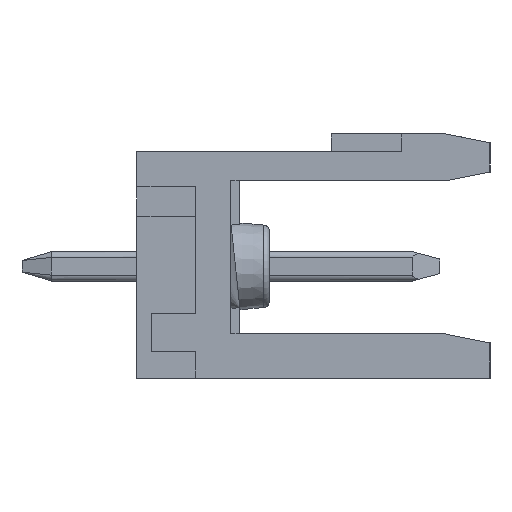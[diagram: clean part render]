
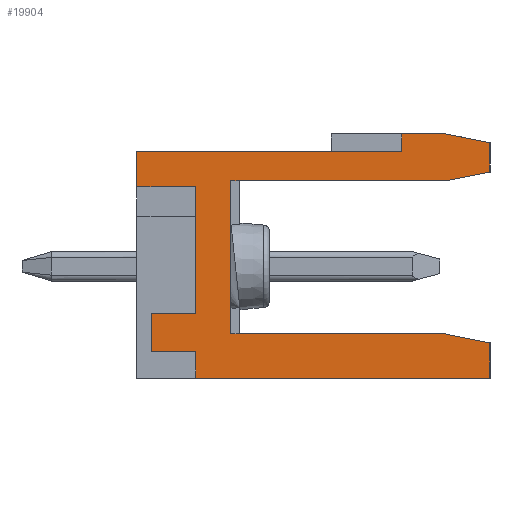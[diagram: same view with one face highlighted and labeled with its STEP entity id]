
A CAD part, left-side view. The second image highlights one B-rep face of the part: STEP entity #19904.
In plain terms, the highlighted planar face has unit normal (-1, 0, 0).
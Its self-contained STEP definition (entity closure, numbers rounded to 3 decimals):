
#6047=CARTESIAN_POINT('',(-47.95,-2.,-2.9));
#6048=VERTEX_POINT('',#6047);
#6055=CARTESIAN_POINT('',(-47.95,-0.5,-2.9));
#6056=VERTEX_POINT('',#6055);
#6057=CARTESIAN_POINT('',(-47.95,-2.,-2.9));
#6058=DIRECTION('',(0.,1.,0.));
#6059=VECTOR('',#6058,1.5);
#6060=LINE('',#6057,#6059);
#6061=EDGE_CURVE('',#6048,#6056,#6060,.T.);
#6080=CARTESIAN_POINT('',(-47.95,-0.5,-1.6));
#6081=VERTEX_POINT('',#6080);
#6082=CARTESIAN_POINT('',(-47.95,-0.5,-2.9));
#6083=DIRECTION('',(0.,0.,1.));
#6084=VECTOR('',#6083,1.3);
#6085=LINE('',#6082,#6084);
#6086=EDGE_CURVE('',#6056,#6081,#6085,.T.);
#6104=CARTESIAN_POINT('',(-47.95,-2.,-1.6));
#6105=VERTEX_POINT('',#6104);
#6106=CARTESIAN_POINT('',(-47.95,-0.5,-1.6));
#6107=DIRECTION('',(0.,-1.,0.));
#6108=VECTOR('',#6107,1.5);
#6109=LINE('',#6106,#6108);
#6110=EDGE_CURVE('',#6081,#6105,#6109,.T.);
#6127=CARTESIAN_POINT('',(-47.95,-2.,2.7));
#6128=VERTEX_POINT('',#6127);
#6129=CARTESIAN_POINT('',(-47.95,-2.,-1.6));
#6130=DIRECTION('',(0.,0.,1.));
#6131=VECTOR('',#6130,4.3);
#6132=LINE('',#6129,#6131);
#6133=EDGE_CURVE('',#6105,#6128,#6132,.T.);
#7768=CARTESIAN_POINT('',(-47.95,-10.5,-2.3));
#7769=VERTEX_POINT('',#7768);
#7776=CARTESIAN_POINT('',(-47.95,-12.,-2.6));
#7777=VERTEX_POINT('',#7776);
#7778=CARTESIAN_POINT('',(-47.95,-10.5,-2.3));
#7779=DIRECTION('',(0.,-0.981,-0.196));
#7780=VECTOR('',#7779,1.53);
#7781=LINE('',#7778,#7780);
#7782=EDGE_CURVE('',#7769,#7777,#7781,.T.);
#7808=CARTESIAN_POINT('',(-47.95,-12.,3.2));
#7809=VERTEX_POINT('',#7808);
#7816=CARTESIAN_POINT('',(-47.95,-10.5,2.9));
#7817=VERTEX_POINT('',#7816);
#7818=CARTESIAN_POINT('',(-47.95,-12.,3.2));
#7819=DIRECTION('',(0.,0.981,-0.196));
#7820=VECTOR('',#7819,1.53);
#7821=LINE('',#7818,#7820);
#7822=EDGE_CURVE('',#7809,#7817,#7821,.T.);
#11696=CARTESIAN_POINT('',(-47.95,-3.2,-2.3));
#11697=VERTEX_POINT('',#11696);
#11698=CARTESIAN_POINT('',(-47.95,-3.2,-2.3));
#11699=DIRECTION('',(0.,-1.,0.));
#11700=VECTOR('',#11699,7.3);
#11701=LINE('',#11698,#11700);
#11702=EDGE_CURVE('',#11697,#7769,#11701,.T.);
#11799=CARTESIAN_POINT('',(-47.95,-3.2,2.9));
#11800=VERTEX_POINT('',#11799);
#11801=CARTESIAN_POINT('',(-47.95,-10.5,2.9));
#11802=DIRECTION('',(0.,1.,0.));
#11803=VECTOR('',#11802,7.3);
#11804=LINE('',#11801,#11803);
#11805=EDGE_CURVE('',#7817,#11800,#11804,.T.);
#12153=CARTESIAN_POINT('',(-47.95,-3.2,2.9));
#12154=DIRECTION('',(0.,0.,-1.));
#12155=VECTOR('',#12154,5.2);
#12156=LINE('',#12153,#12155);
#12157=EDGE_CURVE('',#11800,#11697,#12156,.T.);
#19423=CARTESIAN_POINT('',(-47.95,-12.,-3.8));
#19424=VERTEX_POINT('',#19423);
#19431=CARTESIAN_POINT('',(-47.95,-2.,-3.8));
#19432=VERTEX_POINT('',#19431);
#19433=CARTESIAN_POINT('',(-47.95,-12.,-3.8));
#19434=DIRECTION('',(0.,1.,0.));
#19435=VECTOR('',#19434,10.);
#19436=LINE('',#19433,#19435);
#19437=EDGE_CURVE('',#19424,#19432,#19436,.T.);
#19544=CARTESIAN_POINT('',(-47.95,0.,2.7));
#19545=VERTEX_POINT('',#19544);
#19552=CARTESIAN_POINT('',(-47.95,0.,3.9));
#19553=VERTEX_POINT('',#19552);
#19554=CARTESIAN_POINT('',(-47.95,0.,2.7));
#19555=DIRECTION('',(0.,0.,1.));
#19556=VECTOR('',#19555,1.2);
#19557=LINE('',#19554,#19556);
#19558=EDGE_CURVE('',#19545,#19553,#19557,.T.);
#19626=CARTESIAN_POINT('',(-47.95,-2.,-3.8));
#19627=DIRECTION('',(0.,0.,1.));
#19628=VECTOR('',#19627,0.9);
#19629=LINE('',#19626,#19628);
#19630=EDGE_CURVE('',#19432,#6048,#19629,.T.);
#19643=CARTESIAN_POINT('',(-47.95,-2.,2.7));
#19644=DIRECTION('',(0.,1.,0.));
#19645=VECTOR('',#19644,2.);
#19646=LINE('',#19643,#19645);
#19647=EDGE_CURVE('',#6128,#19545,#19646,.T.);
#19696=CARTESIAN_POINT('',(-47.95,-9.,3.9));
#19697=VERTEX_POINT('',#19696);
#19698=CARTESIAN_POINT('',(-47.95,0.,3.9));
#19699=DIRECTION('',(0.,-1.,0.));
#19700=VECTOR('',#19699,9.);
#19701=LINE('',#19698,#19700);
#19702=EDGE_CURVE('',#19553,#19697,#19701,.T.);
#19766=CARTESIAN_POINT('',(-47.95,-10.5,4.5));
#19767=VERTEX_POINT('',#19766);
#19774=CARTESIAN_POINT('',(-47.95,-12.,4.2));
#19775=VERTEX_POINT('',#19774);
#19776=CARTESIAN_POINT('',(-47.95,-10.5,4.5));
#19777=DIRECTION('',(0.,-0.981,-0.196));
#19778=VECTOR('',#19777,1.53);
#19779=LINE('',#19776,#19778);
#19780=EDGE_CURVE('',#19767,#19775,#19779,.T.);
#19819=CARTESIAN_POINT('',(-47.95,-9.,4.5));
#19820=VERTEX_POINT('',#19819);
#19827=CARTESIAN_POINT('',(-47.95,-9.,4.5));
#19828=DIRECTION('',(0.,-1.,0.));
#19829=VECTOR('',#19828,1.5);
#19830=LINE('',#19827,#19829);
#19831=EDGE_CURVE('',#19820,#19767,#19830,.T.);
#19858=CARTESIAN_POINT('',(-47.95,-9.,3.9));
#19859=DIRECTION('',(0.,0.,1.));
#19860=VECTOR('',#19859,0.6);
#19861=LINE('',#19858,#19860);
#19862=EDGE_CURVE('',#19697,#19820,#19861,.T.);
#19868=CARTESIAN_POINT('',(-47.95,-2.951,2.8));
#19869=DIRECTION('',(0.,0.,-1.));
#19870=DIRECTION('',(-1.,-0.,-0.));
#19871=AXIS2_PLACEMENT_3D('',#19868,#19870,#19869);
#19872=PLANE('',#19871);
#19873=ORIENTED_EDGE('',*,*,#19630,.F.);
#19874=ORIENTED_EDGE('',*,*,#19437,.F.);
#19875=CARTESIAN_POINT('',(-47.95,-12.,-3.8));
#19876=DIRECTION('',(0.,0.,1.));
#19877=VECTOR('',#19876,1.2);
#19878=LINE('',#19875,#19877);
#19879=EDGE_CURVE('',#19424,#7777,#19878,.T.);
#19880=ORIENTED_EDGE('',*,*,#19879,.T.);
#19881=ORIENTED_EDGE('',*,*,#7782,.F.);
#19882=ORIENTED_EDGE('',*,*,#11702,.F.);
#19883=ORIENTED_EDGE('',*,*,#12157,.F.);
#19884=ORIENTED_EDGE('',*,*,#11805,.F.);
#19885=ORIENTED_EDGE('',*,*,#7822,.F.);
#19886=CARTESIAN_POINT('',(-47.95,-12.,3.2));
#19887=DIRECTION('',(0.,0.,1.));
#19888=VECTOR('',#19887,1.);
#19889=LINE('',#19886,#19888);
#19890=EDGE_CURVE('',#7809,#19775,#19889,.T.);
#19891=ORIENTED_EDGE('',*,*,#19890,.T.);
#19892=ORIENTED_EDGE('',*,*,#19780,.F.);
#19893=ORIENTED_EDGE('',*,*,#19831,.F.);
#19894=ORIENTED_EDGE('',*,*,#19862,.F.);
#19895=ORIENTED_EDGE('',*,*,#19702,.F.);
#19896=ORIENTED_EDGE('',*,*,#19558,.F.);
#19897=ORIENTED_EDGE('',*,*,#19647,.F.);
#19898=ORIENTED_EDGE('',*,*,#6133,.F.);
#19899=ORIENTED_EDGE('',*,*,#6110,.F.);
#19900=ORIENTED_EDGE('',*,*,#6086,.F.);
#19901=ORIENTED_EDGE('',*,*,#6061,.F.);
#19902=EDGE_LOOP('',(#19873,#19874,#19880,#19881,#19882,#19883,#19884,#19885,#19891,#19892,#19893,#19894,#19895,#19896,#19897,#19898,#19899,#19900,#19901));
#19903=FACE_OUTER_BOUND('',#19902,.T.);
#19904=ADVANCED_FACE('',(#19903),#19872,.T.);
